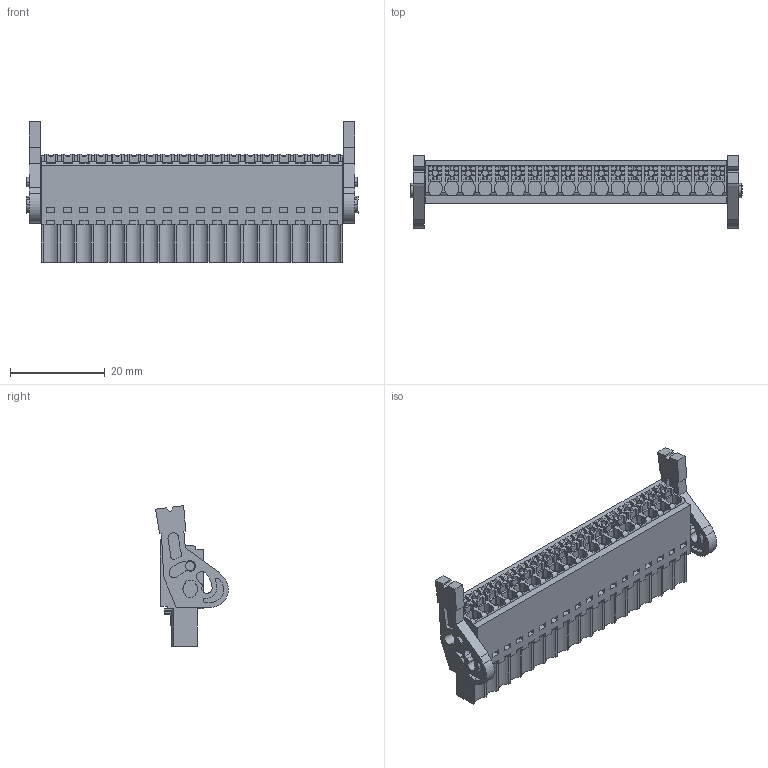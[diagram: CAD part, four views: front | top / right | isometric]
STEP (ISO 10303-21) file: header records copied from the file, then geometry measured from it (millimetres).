
FILE_DESCRIPTION(('CATIA V5R24 STEP','CAx-IF Rec.Pracs.--- Model Styling and Organization---1.2---2011-12-15'),'2;1');
FILE_NAME ('D1463156_0', '2018-03-16T13:14:28+00:00', ('Weidmueller Interface'), ('Weidmueller'), 'CATIA Version 5-6 Release 2014 SP4 HF52', 'CATIA V5 STEP AP214', 'none');
FILE_SCHEMA(('AUTOMOTIVE_DESIGN { 1 0 10303 214 1 1 1 1 }'));
Products named in the file (1): 2538170000
Bounding box: 69.9 x 15.3 x 29.59 mm (x, y, z)
Volume: 9981.7 mm3; surface area: 8624.4 mm2
Topology: 21 solids, 21 shells, 1844 faces, 5379 edges, 3625 vertices
Faces by surface type: plane 1603, cylinder 241
Entity records: 57174 total; most frequent: CARTESIAN_POINT 11669, ORIENTED_EDGE 10758, DIRECTION 7269, EDGE_CURVE 5379, VECTOR 4383, LINE 4383, VERTEX_POINT 3625, EDGE_LOOP 1940
